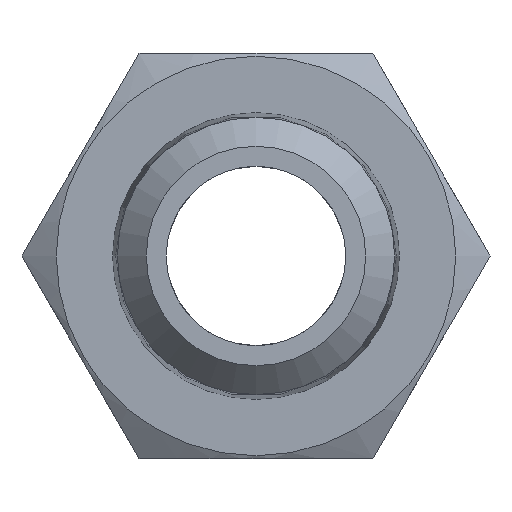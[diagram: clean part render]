
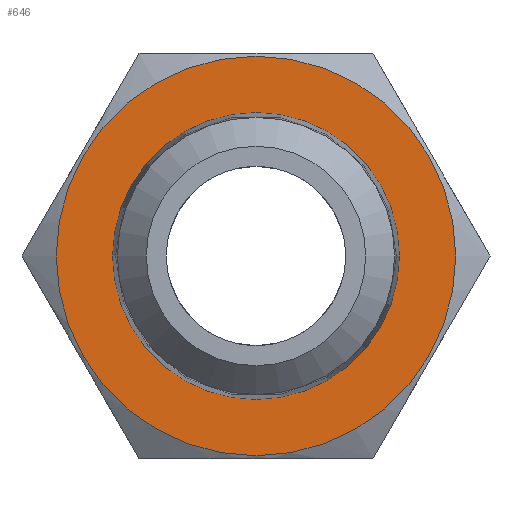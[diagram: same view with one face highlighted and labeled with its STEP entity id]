
A CAD part, front view. The second image highlights one B-rep face of the part: STEP entity #646.
In plain terms, the highlighted planar face has unit normal (0, -1, 0).
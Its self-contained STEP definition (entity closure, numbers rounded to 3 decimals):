
#19=PLANE('',#718);
#169=FACE_BOUND('',#244,.T.);
#187=FACE_OUTER_BOUND('',#243,.T.);
#243=EDGE_LOOP('',(#533));
#244=EDGE_LOOP('',(#534));
#282=CIRCLE('',#688,4.954);
#286=CIRCLE('',#695,6.9);
#310=VERTEX_POINT('',#944);
#314=VERTEX_POINT('',#955);
#374=EDGE_CURVE('',#310,#310,#282,.T.);
#378=EDGE_CURVE('',#314,#314,#286,.T.);
#533=ORIENTED_EDGE('',*,*,#378,.T.);
#534=ORIENTED_EDGE('',*,*,#374,.F.);
#646=ADVANCED_FACE('',(#187,#169),#19,.T.);
#688=AXIS2_PLACEMENT_3D('',#945,#772,#773);
#695=AXIS2_PLACEMENT_3D('',#956,#786,#787);
#718=AXIS2_PLACEMENT_3D('',#1109,#844,#845);
#772=DIRECTION('center_axis',(0.,-1.,0.));
#773=DIRECTION('ref_axis',(1.,0.,0.));
#786=DIRECTION('center_axis',(0.,-1.,0.));
#787=DIRECTION('ref_axis',(0.,0.,-1.));
#844=DIRECTION('center_axis',(0.,-1.,0.));
#845=DIRECTION('ref_axis',(0.,0.,-1.));
#944=CARTESIAN_POINT('',(-4.954,7.5,0.));
#945=CARTESIAN_POINT('Origin',(0.,7.5,0.));
#955=CARTESIAN_POINT('',(0.,7.5,6.9));
#956=CARTESIAN_POINT('Origin',(0.,7.5,0.));
#1109=CARTESIAN_POINT('Origin',(6.9,7.5,0.));
